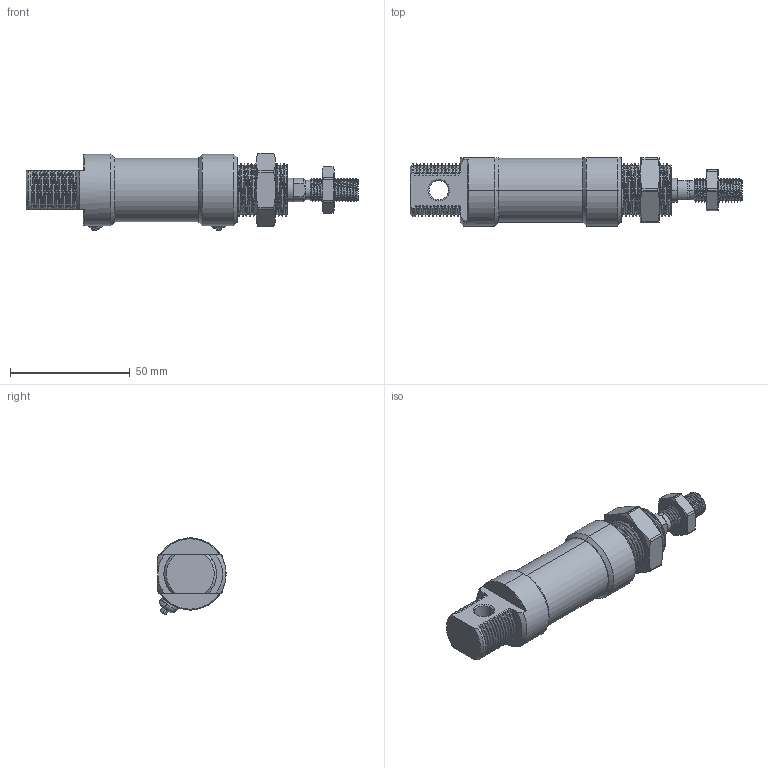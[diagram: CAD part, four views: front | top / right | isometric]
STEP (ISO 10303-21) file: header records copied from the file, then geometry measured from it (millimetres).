
FILE_DESCRIPTION (( 'STEP AP214' ), '1' );
FILE_NAME ('U025 0000 0508.STEP', '2021-04-28T05:59:54', ( '' ), ( '' ), 'SwSTEP 2.0', 'SolidWorks 2019', '' );
FILE_SCHEMA (( 'AUTOMOTIVE_DESIGN' ));
Length unit declared in the file: millimetre
Products named in the file (20): Bremsepakning_PP1218N3589; Halsmøtrik_U1902502; 1025-05; Afstryger (12-25)_EL 1016N3582; Bremseskrue 16-50; U025 0000 0508; 9025-35-R_9025-35-35,2; Magnet_9325; 9025-36JB2; Oring_ORING 02,9 X 1,2; Stempelstangsmøtrik_U1903030; 9036-01; Stempeltætning_Z82519P5007; 1025-08; Oring_ORING 22 X 1; 9010-34_9010-34-0; Leje_PAP1008P11; Bolt-DIN912_M6x20; 9037-01-1
Assembly tree (26 placements, depth 3):
  U025 0000 0508
    1025-05
    1025-08
    9010-34_9010-34-0
    9025-35-R_9025-35-35,2
    Afstryger (12-25)_EL 1016N3582
    Bremseskrue 16-50
      9036-01
      9037-01-1
      Oring_ORING 02,9 X 1,2
    Bremseskrue 16-50
      9036-01
      9037-01-1
      Oring_ORING 02,9 X 1,2
    9025-36JB2  x2
    Leje_PAP1008P11
    Stempeltætning_Z82519P5007  x2
    Magnet_9325
    Oring_ORING 22 X 1  x2
    Bolt-DIN912_M6x20
    Bremsepakning_PP1218N3589  x2
    Halsmøtrik_U1902502
    Stempelstangsmøtrik_U1903030
Bounding box: 138.7 x 28.5 x 32.55 mm (x, y, z)
Volume: 51332.3 mm3; surface area: 40629 mm2
Topology: 24 solids, 24 shells, 877 faces, 2118 edges, 1327 vertices
Faces by surface type: cylinder 346, plane 187, cone 166, bspline 94, torus 84
Entity records: 71197 total; most frequent: CARTESIAN_POINT 54663, ORIENTED_EDGE 3580, DIRECTION 3000, EDGE_CURVE 1790, AXIS2_PLACEMENT_3D 1232, VERTEX_POINT 1130, EDGE_LOOP 806, ADVANCED_FACE 730
